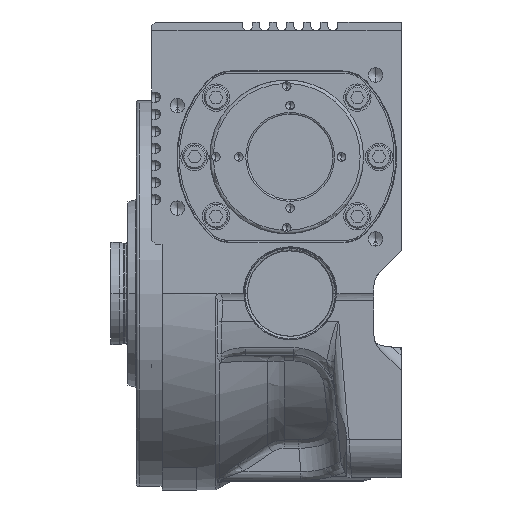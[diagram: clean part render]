
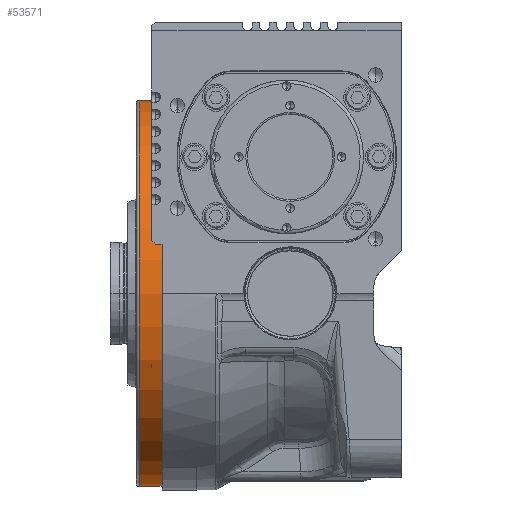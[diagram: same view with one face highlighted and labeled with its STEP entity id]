
A CAD part, left-side view. The second image highlights one B-rep face of the part: STEP entity #53571.
In plain terms, the highlighted cylindrical face has radius 56.5 mm (diameter 113 mm), a partial arc.
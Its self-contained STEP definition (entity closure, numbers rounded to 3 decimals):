
#3342 = LINE ( 'NONE', #76022, #38515 ) ;
#3592 = EDGE_CURVE ( 'NONE', #43841, #73839, #54835, .T. ) ;
#3750 = ORIENTED_EDGE ( 'NONE', *, *, #50173, .T. ) ;
#4035 = CARTESIAN_POINT ( 'NONE',  ( 0., 47.168, -56.5 ) ) ;
#6953 = FACE_OUTER_BOUND ( 'NONE', #66983, .T. ) ;
#7150 = DIRECTION ( 'NONE',  ( 0., -1., 0. ) ) ;
#7725 = CYLINDRICAL_SURFACE ( 'NONE', #61710, 56.5 ) ;
#21064 = EDGE_CURVE ( 'NONE', #37065, #73839, #70735, .T. ) ;
#23999 = CARTESIAN_POINT ( 'NONE',  ( 0., 37.5, -56.5 ) ) ;
#26523 = CARTESIAN_POINT ( 'NONE',  ( 0., 47.168, 0. ) ) ;
#26829 = AXIS2_PLACEMENT_3D ( 'NONE', #61846, #7150, #69027 ) ;
#30959 = DIRECTION ( 'NONE',  ( 0., 1., 0. ) ) ;
#31321 = DIRECTION ( 'NONE',  ( 0., 0., 1. ) ) ;
#36146 = ORIENTED_EDGE ( 'NONE', *, *, #3592, .T. ) ;
#36967 = VERTEX_POINT ( 'NONE', #47939 ) ;
#37065 = VERTEX_POINT ( 'NONE', #23999 ) ;
#37233 = CIRCLE ( 'NONE', #47451, 56.5 ) ;
#37730 = CARTESIAN_POINT ( 'NONE',  ( 0., 37.5, 0. ) ) ;
#38515 = VECTOR ( 'NONE', #52049, 1000. ) ;
#43841 = VERTEX_POINT ( 'NONE', #48090 ) ;
#46209 = CARTESIAN_POINT ( 'NONE',  ( 0., 44.2, -56.5 ) ) ;
#47451 = AXIS2_PLACEMENT_3D ( 'NONE', #37730, #30959, #55295 ) ;
#47939 = CARTESIAN_POINT ( 'NONE',  ( 0., 37.5, 56.5 ) ) ;
#48090 = CARTESIAN_POINT ( 'NONE',  ( 0., 44.2, 56.5 ) ) ;
#50173 = EDGE_CURVE ( 'NONE', #37065, #36967, #37233, .T. ) ;
#50460 = DIRECTION ( 'NONE',  ( 0., 1., 0. ) ) ;
#52049 = DIRECTION ( 'NONE',  ( 0., 1., 0. ) ) ;
#53571 = ADVANCED_FACE ( 'NONE', ( #6953 ), #7725, .T. ) ;
#54835 = CIRCLE ( 'NONE', #26829, 56.5 ) ;
#55295 = DIRECTION ( 'NONE',  ( -1., 0., 0. ) ) ;
#60829 = VECTOR ( 'NONE', #65519, 1000. ) ;
#61710 = AXIS2_PLACEMENT_3D ( 'NONE', #26523, #50460, #31321 ) ;
#61715 = ORIENTED_EDGE ( 'NONE', *, *, #65177, .T. ) ;
#61846 = CARTESIAN_POINT ( 'NONE',  ( 0., 44.2, 0. ) ) ;
#62453 = ORIENTED_EDGE ( 'NONE', *, *, #21064, .F. ) ;
#65177 = EDGE_CURVE ( 'NONE', #36967, #43841, #3342, .T. ) ;
#65519 = DIRECTION ( 'NONE',  ( 0., 1., 0. ) ) ;
#66983 = EDGE_LOOP ( 'NONE', ( #62453, #3750, #61715, #36146 ) ) ;
#69027 = DIRECTION ( 'NONE',  ( 0., 0., -1. ) ) ;
#70735 = LINE ( 'NONE', #4035, #60829 ) ;
#73839 = VERTEX_POINT ( 'NONE', #46209 ) ;
#76022 = CARTESIAN_POINT ( 'NONE',  ( 0., 47.168, 56.5 ) ) ;
